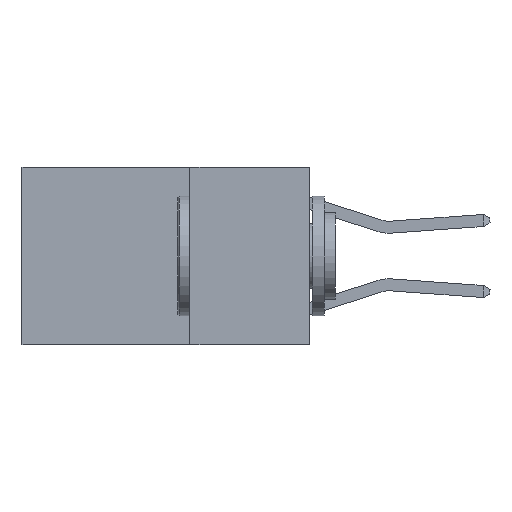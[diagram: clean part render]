
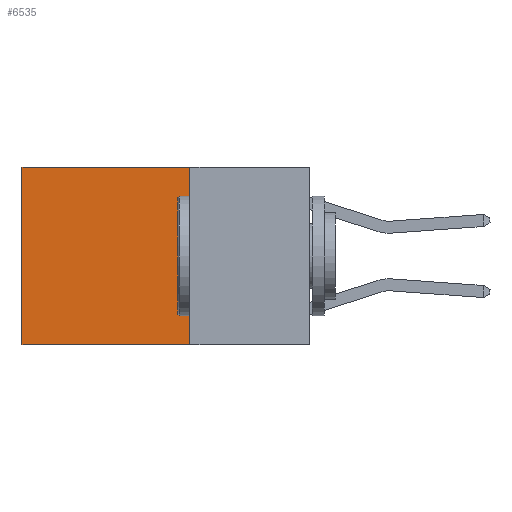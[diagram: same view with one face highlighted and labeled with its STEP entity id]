
A CAD part, left-side view. The second image highlights one B-rep face of the part: STEP entity #6535.
In plain terms, the highlighted planar face has unit normal (-1, 0, 0).
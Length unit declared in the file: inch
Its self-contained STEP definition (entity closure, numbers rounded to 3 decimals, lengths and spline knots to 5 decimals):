
#605 = CARTESIAN_POINT ( 'NONE',  ( 0.2625, 0.25, -0.37 ) ) ;
#762 = AXIS2_PLACEMENT_3D ( 'NONE', #6830, #2561, #7575 ) ;
#854 = LINE ( 'NONE', #7145, #8306 ) ;
#1030 = VERTEX_POINT ( 'NONE', #8159 ) ;
#1380 = DIRECTION ( 'NONE',  ( 0., 1., 0. ) ) ;
#1904 = VERTEX_POINT ( 'NONE', #8217 ) ;
#2343 = ORIENTED_EDGE ( 'NONE', *, *, #6746, .T. ) ;
#2371 = ORIENTED_EDGE ( 'NONE', *, *, #6823, .F. ) ;
#2561 = DIRECTION ( 'NONE',  ( 1., 0., 0. ) ) ;
#2639 = ORIENTED_EDGE ( 'NONE', *, *, #8670, .F. ) ;
#2711 = ORIENTED_EDGE ( 'NONE', *, *, #7415, .T. ) ;
#2874 = CARTESIAN_POINT ( 'NONE',  ( 0.2625, 0.25, 0. ) ) ;
#3535 = VERTEX_POINT ( 'NONE', #8361 ) ;
#3848 = FACE_OUTER_BOUND ( 'NONE', #4400, .T. ) ;
#4194 = CARTESIAN_POINT ( 'NONE',  ( 0.2625, 0.6, 0. ) ) ;
#4261 = VECTOR ( 'NONE', #4322, 39.37008 ) ;
#4310 = DIRECTION ( 'NONE',  ( 0., 1., 0. ) ) ;
#4322 = DIRECTION ( 'NONE',  ( 0., 0., -1. ) ) ;
#4400 = EDGE_LOOP ( 'NONE', ( #2343, #2371, #2639, #2711 ) ) ;
#4687 = PLANE ( 'NONE',  #762 ) ;
#4729 = CARTESIAN_POINT ( 'NONE',  ( 0.2625, 0.6, 0. ) ) ;
#4819 = VERTEX_POINT ( 'NONE', #4729 ) ;
#4914 = DIRECTION ( 'NONE',  ( 0., 0., -1. ) ) ;
#5633 = VECTOR ( 'NONE', #4914, 39.37008 ) ;
#6535 = ADVANCED_FACE ( 'NONE', ( #3848 ), #4687, .F. ) ;
#6746 = EDGE_CURVE ( 'NONE', #4819, #1030, #7517, .T. ) ;
#6823 = EDGE_CURVE ( 'NONE', #3535, #1030, #9176, .T. ) ;
#6830 = CARTESIAN_POINT ( 'NONE',  ( 0.2625, 0.25, 0. ) ) ;
#7145 = CARTESIAN_POINT ( 'NONE',  ( 0.2625, 0.25, 0. ) ) ;
#7415 = EDGE_CURVE ( 'NONE', #1904, #4819, #854, .T. ) ;
#7517 = LINE ( 'NONE', #4194, #5633 ) ;
#7575 = DIRECTION ( 'NONE',  ( 0., 0., -1. ) ) ;
#8081 = LINE ( 'NONE', #2874, #4261 ) ;
#8159 = CARTESIAN_POINT ( 'NONE',  ( 0.2625, 0.6, -0.37 ) ) ;
#8217 = CARTESIAN_POINT ( 'NONE',  ( 0.2625, 0.25, 0. ) ) ;
#8306 = VECTOR ( 'NONE', #4310, 39.37008 ) ;
#8361 = CARTESIAN_POINT ( 'NONE',  ( 0.2625, 0.25, -0.37 ) ) ;
#8670 = EDGE_CURVE ( 'NONE', #1904, #3535, #8081, .T. ) ;
#8964 = VECTOR ( 'NONE', #1380, 39.37008 ) ;
#9176 = LINE ( 'NONE', #605, #8964 ) ;
